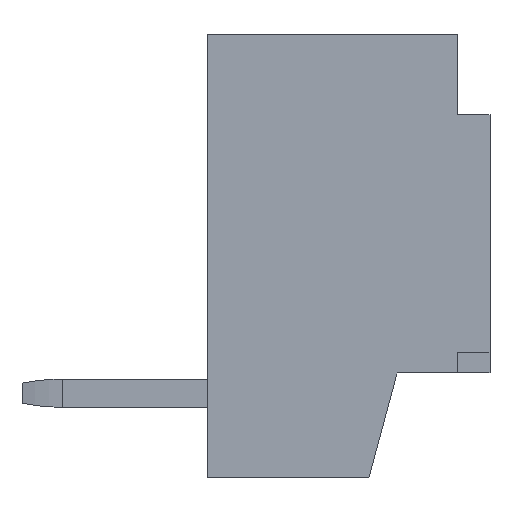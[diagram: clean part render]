
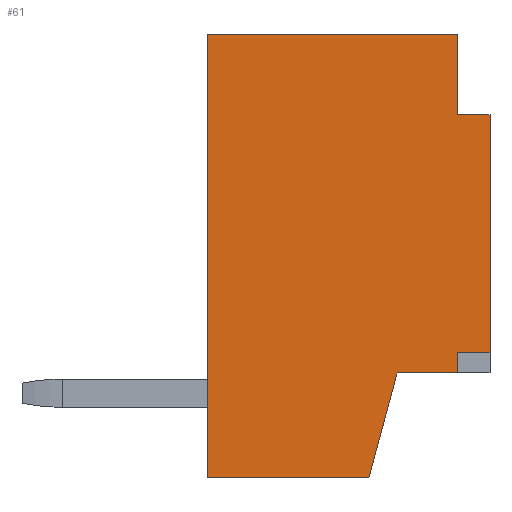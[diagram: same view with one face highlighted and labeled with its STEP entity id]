
A CAD part, left-side view. The second image highlights one B-rep face of the part: STEP entity #61.
In plain terms, the highlighted planar face has unit normal (-1, 0, 0).
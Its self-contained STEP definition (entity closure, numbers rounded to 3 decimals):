
#61=ADVANCED_FACE('',(#186),#187,.T.);
#186=FACE_OUTER_BOUND('',#426,.T.);
#187=PLANE('',#427);
#426=EDGE_LOOP('',(#1118,#1119,#1120,#1121,#1122,#1123,#1124,#1125,#1126,#1127));
#427=AXIS2_PLACEMENT_3D('',#1128,#1129,#1130);
#1118=ORIENTED_EDGE('',*,*,#2036,.F.);
#1119=ORIENTED_EDGE('',*,*,#2037,.T.);
#1120=ORIENTED_EDGE('',*,*,#2038,.T.);
#1121=ORIENTED_EDGE('',*,*,#2039,.F.);
#1122=ORIENTED_EDGE('',*,*,#2040,.F.);
#1123=ORIENTED_EDGE('',*,*,#2041,.F.);
#1124=ORIENTED_EDGE('',*,*,#2022,.T.);
#1125=ORIENTED_EDGE('',*,*,#2032,.T.);
#1126=ORIENTED_EDGE('',*,*,#2042,.F.);
#1127=ORIENTED_EDGE('',*,*,#2043,.T.);
#1128=CARTESIAN_POINT('',(-2.125,1.75,-2.75));
#1129=DIRECTION('',(-1.0,0.0,0.0));
#1130=DIRECTION('',(0.0,0.0,1.0));
#2022=EDGE_CURVE('',#2348,#2349,#2350,.T.);
#2032=EDGE_CURVE('',#2349,#2366,#2368,.T.);
#2036=EDGE_CURVE('',#2374,#2375,#2376,.T.);
#2037=EDGE_CURVE('',#2374,#2377,#2378,.T.);
#2038=EDGE_CURVE('',#2377,#2379,#2380,.T.);
#2039=EDGE_CURVE('',#2381,#2379,#2382,.T.);
#2040=EDGE_CURVE('',#2383,#2381,#2384,.T.);
#2041=EDGE_CURVE('',#2348,#2383,#2385,.T.);
#2042=EDGE_CURVE('',#2386,#2366,#2387,.T.);
#2043=EDGE_CURVE('',#2386,#2375,#2388,.T.);
#2348=VERTEX_POINT('',#2864);
#2349=VERTEX_POINT('',#2865);
#2350=LINE('',#2866,#2867);
#2366=VERTEX_POINT('',#2891);
#2368=LINE('',#2894,#2895);
#2374=VERTEX_POINT('',#2904);
#2375=VERTEX_POINT('',#2905);
#2376=LINE('',#2906,#2907);
#2377=VERTEX_POINT('',#2908);
#2378=LINE('',#2909,#2910);
#2379=VERTEX_POINT('',#2911);
#2380=LINE('',#2912,#2913);
#2381=VERTEX_POINT('',#2914);
#2382=LINE('',#2915,#2916);
#2383=VERTEX_POINT('',#2917);
#2384=LINE('',#2918,#2919);
#2385=LINE('',#2920,#2921);
#2386=VERTEX_POINT('',#2922);
#2387=LINE('',#2923,#2924);
#2388=LINE('',#2925,#2926);
#2864=CARTESIAN_POINT('',(-2.125,1.75,-2.75));
#2865=CARTESIAN_POINT('',(-2.125,-0.25,-2.75));
#2866=CARTESIAN_POINT('',(-2.125,1.75,-2.75));
#2867=VECTOR('',#3726,2.0);
#2891=CARTESIAN_POINT('',(-2.125,-0.598,-1.45));
#2894=CARTESIAN_POINT('',(-2.125,-0.25,-2.75));
#2895=VECTOR('',#3736,1.346);
#2904=CARTESIAN_POINT('',(-2.125,-1.75,-1.2));
#2905=CARTESIAN_POINT('',(-2.125,-1.35,-1.2));
#2906=CARTESIAN_POINT('',(-2.125,-1.75,-1.2));
#2907=VECTOR('',#3740,0.4);
#2908=CARTESIAN_POINT('',(-2.125,-1.75,1.75));
#2909=CARTESIAN_POINT('',(-2.125,-1.75,-1.2));
#2910=VECTOR('',#3741,2.95);
#2911=CARTESIAN_POINT('',(-2.125,-1.35,1.75));
#2912=CARTESIAN_POINT('',(-2.125,-1.75,1.75));
#2913=VECTOR('',#3742,0.4);
#2914=CARTESIAN_POINT('',(-2.125,-1.35,2.75));
#2915=CARTESIAN_POINT('',(-2.125,-1.35,2.75));
#2916=VECTOR('',#3743,1.0);
#2917=CARTESIAN_POINT('',(-2.125,1.75,2.75));
#2918=CARTESIAN_POINT('',(-2.125,1.75,2.75));
#2919=VECTOR('',#3744,3.1);
#2920=CARTESIAN_POINT('',(-2.125,1.75,-2.75));
#2921=VECTOR('',#3745,5.5);
#2922=CARTESIAN_POINT('',(-2.125,-1.35,-1.45));
#2923=CARTESIAN_POINT('',(-2.125,-1.35,-1.45));
#2924=VECTOR('',#3746,0.752);
#2925=CARTESIAN_POINT('',(-2.125,-1.35,-1.45));
#2926=VECTOR('',#3747,0.25);
#3726=DIRECTION('',(0.0,-1.0,0.0));
#3736=DIRECTION('',(0.0,-0.259,0.966));
#3740=DIRECTION('',(0.0,1.0,0.0));
#3741=DIRECTION('',(0.0,0.0,1.0));
#3742=DIRECTION('',(0.0,1.0,0.0));
#3743=DIRECTION('',(0.0,0.0,-1.0));
#3744=DIRECTION('',(0.0,-1.0,0.0));
#3745=DIRECTION('',(0.0,0.0,1.0));
#3746=DIRECTION('',(0.0,1.0,0.0));
#3747=DIRECTION('',(0.0,0.0,1.0));
